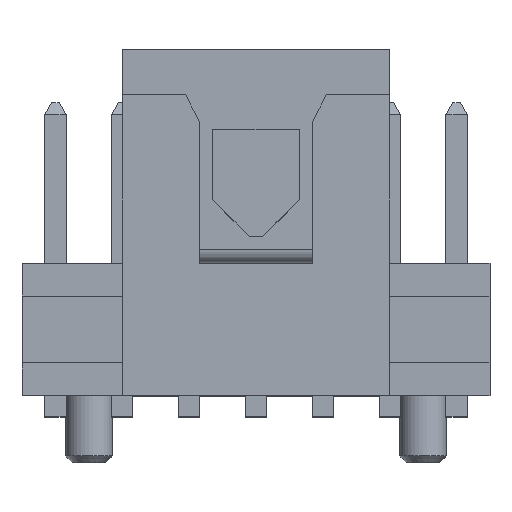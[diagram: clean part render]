
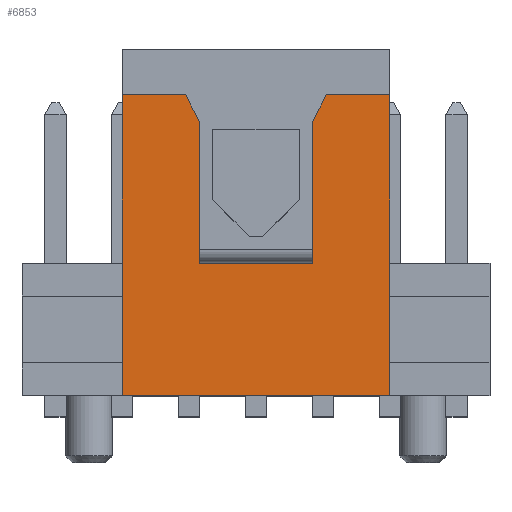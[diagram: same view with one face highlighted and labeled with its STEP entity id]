
A CAD part, top view. The second image highlights one B-rep face of the part: STEP entity #6853.
In plain terms, the highlighted planar face has unit normal (0, 0, 1).
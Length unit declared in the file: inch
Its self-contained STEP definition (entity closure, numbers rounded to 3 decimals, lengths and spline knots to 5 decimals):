
#112=ORIENTED_EDGE('',*,*,#2124,.T.);
#113=ORIENTED_EDGE('',*,*,#2125,.T.);
#114=ORIENTED_EDGE('',*,*,#2126,.T.);
#115=ORIENTED_EDGE('',*,*,#2127,.T.);
#116=ORIENTED_EDGE('',*,*,#2128,.F.);
#117=ORIENTED_EDGE('',*,*,#2129,.F.);
#118=ORIENTED_EDGE('',*,*,#2130,.T.);
#119=ORIENTED_EDGE('',*,*,#2131,.T.);
#120=ORIENTED_EDGE('',*,*,#2132,.T.);
#121=ORIENTED_EDGE('',*,*,#2133,.T.);
#2124=EDGE_CURVE('',#3130,#3131,#3780,.T.);
#2125=EDGE_CURVE('',#3131,#3132,#3781,.T.);
#2126=EDGE_CURVE('',#3132,#3133,#3782,.T.);
#2127=EDGE_CURVE('',#3133,#3134,#3783,.T.);
#2128=EDGE_CURVE('',#3135,#3134,#3784,.T.);
#2129=EDGE_CURVE('',#3136,#3135,#3785,.T.);
#2130=EDGE_CURVE('',#3136,#3137,#3786,.T.);
#2131=EDGE_CURVE('',#3137,#3138,#3787,.T.);
#2132=EDGE_CURVE('',#3138,#3139,#3788,.T.);
#2133=EDGE_CURVE('',#3139,#3130,#3789,.T.);
#3130=VERTEX_POINT('',#9510);
#3131=VERTEX_POINT('',#9511);
#3132=VERTEX_POINT('',#9513);
#3133=VERTEX_POINT('',#9515);
#3134=VERTEX_POINT('',#9517);
#3135=VERTEX_POINT('',#9519);
#3136=VERTEX_POINT('',#9521);
#3137=VERTEX_POINT('',#9523);
#3138=VERTEX_POINT('',#9525);
#3139=VERTEX_POINT('',#9527);
#3780=LINE('',#9509,#4740);
#3781=LINE('',#9512,#4741);
#3782=LINE('',#9514,#4742);
#3783=LINE('',#9516,#4743);
#3784=LINE('',#9518,#4744);
#3785=LINE('',#9520,#4745);
#3786=LINE('',#9522,#4746);
#3787=LINE('',#9524,#4747);
#3788=LINE('',#9526,#4748);
#3789=LINE('',#9528,#4749);
#4740=VECTOR('',#7703,39.37008);
#4741=VECTOR('',#7704,39.37008);
#4742=VECTOR('',#7705,39.37008);
#4743=VECTOR('',#7706,39.37008);
#4744=VECTOR('',#7707,39.37008);
#4745=VECTOR('',#7708,39.37008);
#4746=VECTOR('',#7709,39.37008);
#4747=VECTOR('',#7710,39.37008);
#4748=VECTOR('',#7711,39.37008);
#4749=VECTOR('',#7712,39.37008);
#5700=EDGE_LOOP('',(#112,#113,#114,#115,#116,#117,#118,#119,#120,#121));
#6102=FACE_BOUND('',#5700,.T.);
#6504=PLANE('',#7276);
#6853=ADVANCED_FACE('',(#6102),#6504,.T.);
#7276=AXIS2_PLACEMENT_3D('',#9508,#7701,#7702);
#7701=DIRECTION('',(0.,0.,1.));
#7702=DIRECTION('',(1.,0.,0.));
#7703=DIRECTION('',(0.,1.,0.));
#7704=DIRECTION('',(-0.447,0.894,0.));
#7705=DIRECTION('',(-1.,0.,0.));
#7706=DIRECTION('',(0.,-1.,0.));
#7707=DIRECTION('',(-1.,0.,0.));
#7708=DIRECTION('',(0.,-1.,0.));
#7709=DIRECTION('',(-1.,0.,0.));
#7710=DIRECTION('',(-0.447,-0.894,0.));
#7711=DIRECTION('',(0.,-1.,0.));
#7712=DIRECTION('',(-1.,0.,0.));
#9508=CARTESIAN_POINT('',(0.1,0.005,0.1));
#9509=CARTESIAN_POINT('',(-0.0425,0.005,0.1));
#9510=CARTESIAN_POINT('',(-0.0425,0.099,0.1));
#9511=CARTESIAN_POINT('',(-0.0425,0.205,0.1));
#9512=CARTESIAN_POINT('',(0.066,-0.012,0.1));
#9513=CARTESIAN_POINT('',(-0.0525,0.225,0.1));
#9514=CARTESIAN_POINT('',(0.1,0.225,0.1));
#9515=CARTESIAN_POINT('',(-0.1,0.225,0.1));
#9516=CARTESIAN_POINT('',(-0.1,0.005,0.1));
#9517=CARTESIAN_POINT('',(-0.1,0.,0.1));
#9518=CARTESIAN_POINT('',(0.1,0.,0.1));
#9519=CARTESIAN_POINT('',(0.1,0.,0.1));
#9520=CARTESIAN_POINT('',(0.1,0.005,0.1));
#9521=CARTESIAN_POINT('',(0.1,0.225,0.1));
#9522=CARTESIAN_POINT('',(0.1,0.225,0.1));
#9523=CARTESIAN_POINT('',(0.0525,0.225,0.1));
#9524=CARTESIAN_POINT('',(-0.026,0.068,0.1));
#9525=CARTESIAN_POINT('',(0.0425,0.205,0.1));
#9526=CARTESIAN_POINT('',(0.0425,0.005,0.1));
#9527=CARTESIAN_POINT('',(0.0425,0.099,0.1));
#9528=CARTESIAN_POINT('',(0.1,0.099,0.1));
